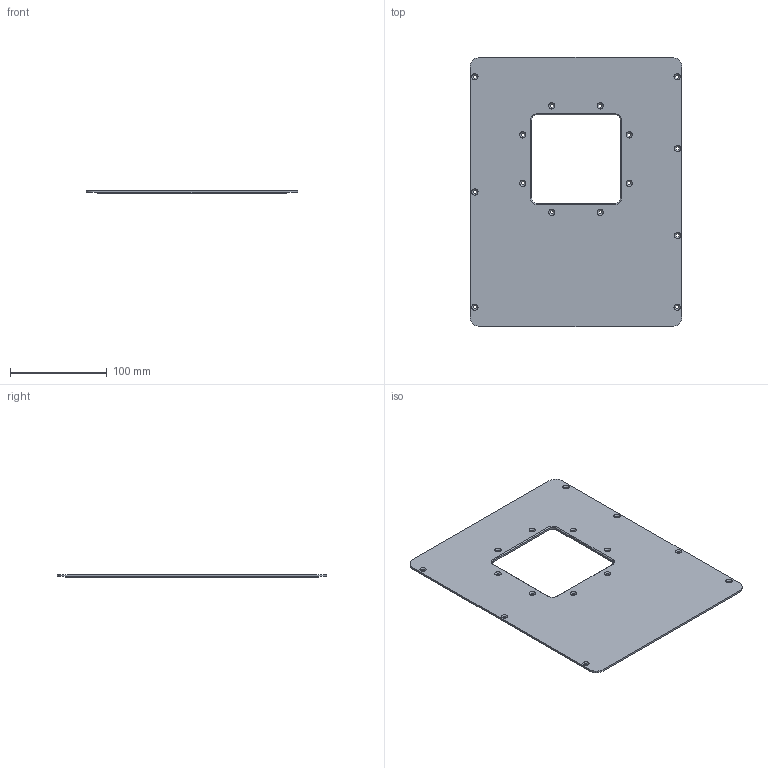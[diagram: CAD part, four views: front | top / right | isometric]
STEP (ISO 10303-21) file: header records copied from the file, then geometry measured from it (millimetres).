
FILE_DESCRIPTION (( 'STEP AP203' ), '1' );
FILE_NAME ('Front_Cover.STEP', '2023-04-26T10:27:47', ( '' ), ( '' ), 'SwSTEP 2.0', 'SolidWorks 2018', '' );
FILE_SCHEMA (( 'CONFIG_CONTROL_DESIGN' ));
Length unit declared in the file: millimetre
Products named in the file (1): Front_Cover
Bounding box: 219 x 278 x 3 mm (x, y, z)
Volume: 146599 mm3; surface area: 108486.8 mm2
Topology: 1 solids, 1 shells, 91 faces, 226 edges, 138 vertices
Faces by surface type: cylinder 38, cone 34, plane 19
Entity records: 2847 total; most frequent: DIRECTION 520, CARTESIAN_POINT 456, ORIENTED_EDGE 452, EDGE_CURVE 226, AXIS2_PLACEMENT_3D 202, VERTEX_POINT 138, EDGE_LOOP 124, VECTOR 116
